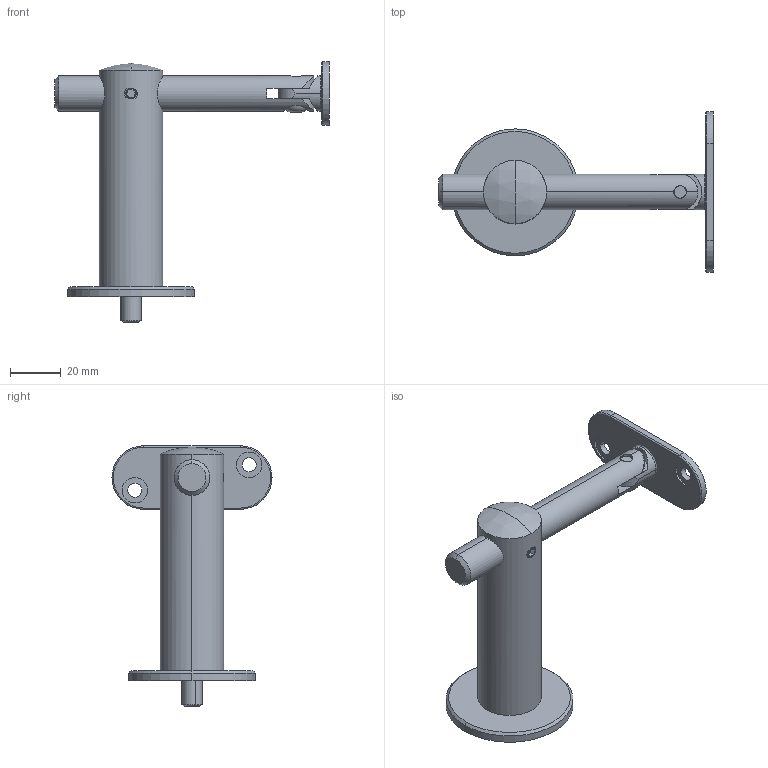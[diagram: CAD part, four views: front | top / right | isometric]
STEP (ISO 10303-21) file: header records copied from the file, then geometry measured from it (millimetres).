
FILE_DESCRIPTION (( 'STEP AP203' ), '1' );
FILE_NAME ('A_0145-000.STEP', '2023-06-09T07:28:53', ( '' ), ( '' ), 'SwSTEP 2.0', 'SolidWorks 2019', '' );
FILE_SCHEMA (( 'CONFIG_CONTROL_DESIGN' ));
Length unit declared in the file: millimetre
Products named in the file (8): Skrutka DIN 913_SKRUTKA M 5X 5; A_0145-000.P3; DIN 913_SKRUTKA M 8X40; A_0145-000; A_0145-000.P1; SKRUTKA stn iso 7380_M6x10; A_0145-000.P4; A_0145-000.P2
Assembly tree (7 placements, depth 2):
  A_0145-000
    A_0145-000.P1
    A_0145-000.P2
    A_0145-000.P3
    A_0145-000.P4
    SKRUTKA stn iso 7380_M6x10
    Skrutka DIN 913_SKRUTKA M 5X 5
    DIN 913_SKRUTKA M 8X40
Bounding box: 108 x 63 x 102.5 mm (x, y, z)
Volume: 66369.3 mm3; surface area: 23998 mm2
Topology: 7 solids, 7 shells, 135 faces, 318 edges, 197 vertices
Faces by surface type: cylinder 51, plane 49, cone 26, torus 7, sphere 2
Entity records: 5251 total; most frequent: CARTESIAN_POINT 1280, DIRECTION 689, ORIENTED_EDGE 628, EDGE_CURVE 314, AXIS2_PLACEMENT_3D 274, VERTEX_POINT 197, EDGE_LOOP 155, LINE 141
